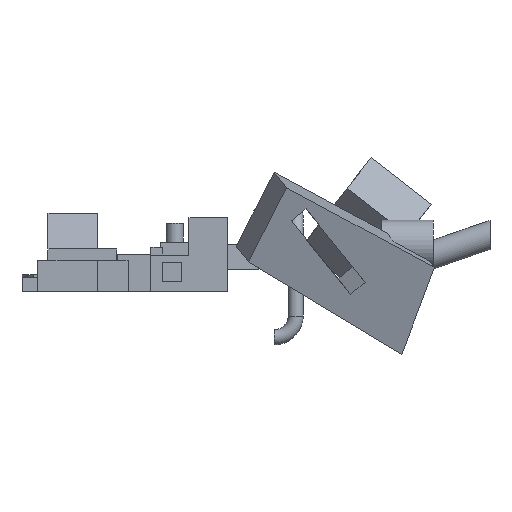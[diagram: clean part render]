
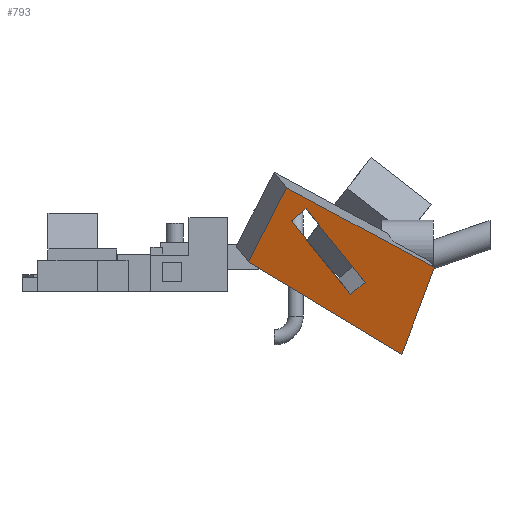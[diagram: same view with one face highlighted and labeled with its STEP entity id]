
A CAD part, left-side view. The second image highlights one B-rep face of the part: STEP entity #793.
In plain terms, the highlighted planar face has unit normal (-0.883, -0.295, -0.365).
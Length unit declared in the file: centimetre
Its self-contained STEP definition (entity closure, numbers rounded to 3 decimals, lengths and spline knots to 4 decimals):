
#793=ADVANCED_FACE('0:139',(#1056,#1057),#1058,.F.);
#1056=FACE_OUTER_BOUND('',#1382,.T.);
#1057=FACE_BOUND('',#1383,.T.);
#1058=PLANE('',#1384);
#1382=EDGE_LOOP('',(#1739,#1740,#1741,#1742));
#1383=EDGE_LOOP('',(#1743,#1744,#1745,#1746));
#1384=AXIS2_PLACEMENT_3D('',#1747,#1748,#1749);
#1739=ORIENTED_EDGE('',*,*,#2750,.F.);
#1740=ORIENTED_EDGE('',*,*,#2751,.F.);
#1741=ORIENTED_EDGE('',*,*,#2752,.F.);
#1742=ORIENTED_EDGE('',*,*,#2753,.T.);
#1743=ORIENTED_EDGE('',*,*,#2730,.F.);
#1744=ORIENTED_EDGE('',*,*,#2738,.F.);
#1745=ORIENTED_EDGE('',*,*,#2734,.F.);
#1746=ORIENTED_EDGE('',*,*,#2740,.F.);
#1747=CARTESIAN_POINT('',(-1.3155,-1.6763,-2.5444));
#1748=DIRECTION('',(0.883,0.295,0.365));
#1749=DIRECTION('',(0.0,-0.777,0.629));
#2730=EDGE_CURVE('0:47',#3047,#3048,#3049,.T.);
#2734=EDGE_CURVE('0:180',#3055,#3056,#3057,.T.);
#2738=EDGE_CURVE('0:192',#3056,#3047,#3063,.T.);
#2740=EDGE_CURVE('0:198',#3048,#3055,#3065,.T.);
#2750=EDGE_CURVE('0:228',#3081,#3082,#3083,.T.);
#2751=EDGE_CURVE('0:231',#3084,#3081,#3085,.T.);
#2752=EDGE_CURVE('0:234',#3086,#3084,#3087,.T.);
#2753=EDGE_CURVE('0:237',#3086,#3082,#3088,.T.);
#3047=VERTEX_POINT('',#3559);
#3048=VERTEX_POINT('',#3560);
#3049=LINE('',#3561,#3562);
#3055=VERTEX_POINT('',#3571);
#3056=VERTEX_POINT('',#3572);
#3057=LINE('',#3573,#3574);
#3063=LINE('',#3583,#3584);
#3065=LINE('',#3587,#3588);
#3081=VERTEX_POINT('',#3613);
#3082=VERTEX_POINT('',#3614);
#3083=LINE('',#3615,#3616);
#3084=VERTEX_POINT('',#3617);
#3085=LINE('',#3618,#3619);
#3086=VERTEX_POINT('',#3620);
#3087=LINE('',#3621,#3622);
#3088=LINE('',#3623,#3624);
#3559=CARTESIAN_POINT('',(-2.7943,-3.0709,2.1637));
#3560=CARTESIAN_POINT('',(-2.7943,-2.6823,1.8491));
#3561=CARTESIAN_POINT('',(-2.7943,-1.4013,0.8117));
#3562=VECTOR('',#4345,0.);
#3571=CARTESIAN_POINT('',(-1.4798,-4.2382,-0.0722));
#3572=CARTESIAN_POINT('',(-1.4798,-4.6267,0.2424));
#3573=CARTESIAN_POINT('',(-1.4798,-2.7434,-1.2826));
#3574=VECTOR('',#4349,0.);
#3583=CARTESIAN_POINT('',(-1.7263,-4.335,0.6027));
#3584=VECTOR('',#4353,0.);
#3587=CARTESIAN_POINT('',(-1.7263,-3.9464,0.288));
#3588=VECTOR('',#4355,0.);
#3613=CARTESIAN_POINT('',(-1.0338,-6.4394,0.631));
#3614=CARTESIAN_POINT('',(-0.3765,-5.5853,-1.6512));
#3615=CARTESIAN_POINT('',(-1.0338,-6.4394,0.631));
#3616=VECTOR('',#4365,0.);
#3617=CARTESIAN_POINT('',(-3.1934,-2.5623,2.7176));
#3618=CARTESIAN_POINT('',(-1.5502,-5.5123,1.13));
#3619=VECTOR('',#4366,0.);
#3620=CARTESIAN_POINT('',(-2.7239,-1.5636,0.7728));
#3621=CARTESIAN_POINT('',(-2.7239,-1.5636,0.7728));
#3622=VECTOR('',#4367,0.);
#3623=CARTESIAN_POINT('',(-0.7991,-4.8614,-1.2149));
#3624=VECTOR('',#4368,0.);
#4345=DIRECTION('',(0.,0.777,-0.629));
#4349=DIRECTION('',(0.,-0.777,0.629));
#4353=DIRECTION('',(-0.469,0.556,0.686));
#4355=DIRECTION('',(0.469,-0.556,-0.686));
#4365=DIRECTION('',(0.26,0.338,-0.904));
#4366=DIRECTION('',(0.44,-0.791,-0.425));
#4367=DIRECTION('',(-0.21,-0.447,0.87));
#4368=DIRECTION('',(0.447,-0.766,-0.462));
